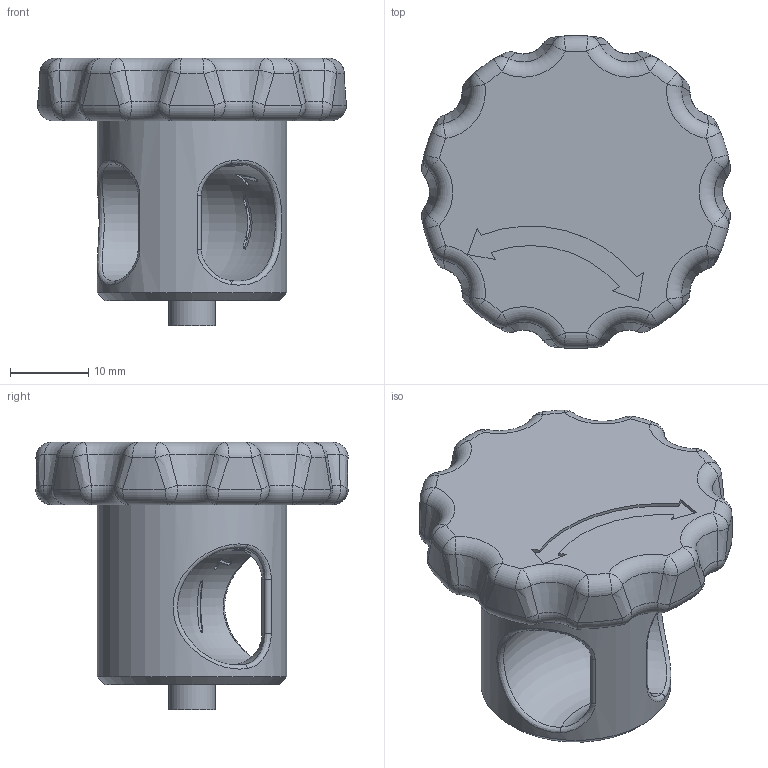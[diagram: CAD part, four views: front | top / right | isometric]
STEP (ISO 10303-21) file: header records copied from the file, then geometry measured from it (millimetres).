
FILE_DESCRIPTION(/* description */ (''),/* implementation_level */ '2;1');
FILE_NAME(/* name */ 'TeeValveCock_v001-undersize 1.stp',/* time_stamp */ '2020-03-19T15:58:52-07:00',/* author */ ('paddy'),/* organization */ (''),/* preprocessor_version */ 'ST-DEVELOPER v18',/* originating_system */ 'Autodesk Inventor 2020',/* authorisation */ '');
FILE_SCHEMA (('AUTOMOTIVE_DESIGN { 1 0 10303 214 3 1 1 }'));
Length unit declared in the file: millimetre
Products named in the file (1): 3 Way Tee Valve
Bounding box: 39.48 x 39.99 x 34.2 mm (x, y, z)
Volume: 16876.5 mm3; surface area: 5565 mm2
Topology: 1 solids, 1 shells, 427 faces, 1095 edges, 689 vertices
Faces by surface type: bspline 203, plane 99, torus 55, sphere 40, cylinder 19, cone 11
Full cylindrical faces by diameter (mm): 2.5 x1, 6 x1, 24.25 x1
Entity records: 17538 total; most frequent: CARTESIAN_POINT 8229, ORIENTED_EDGE 2190, DIRECTION 1312, EDGE_CURVE 1095, VERTEX_POINT 689, B_SPLINE_CURVE_WITH_KNOTS 470, AXIS2_PLACEMENT_3D 462, EDGE_LOOP 448
